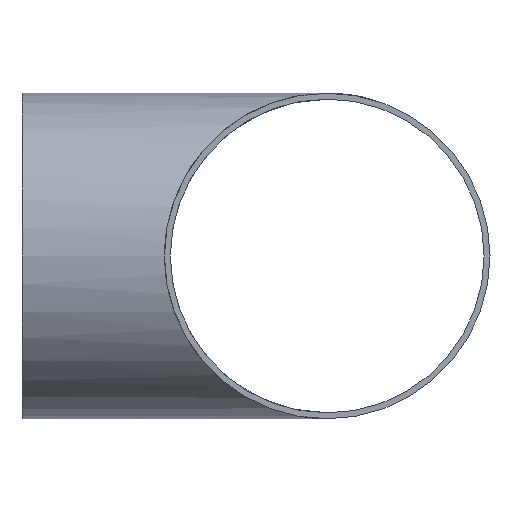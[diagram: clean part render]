
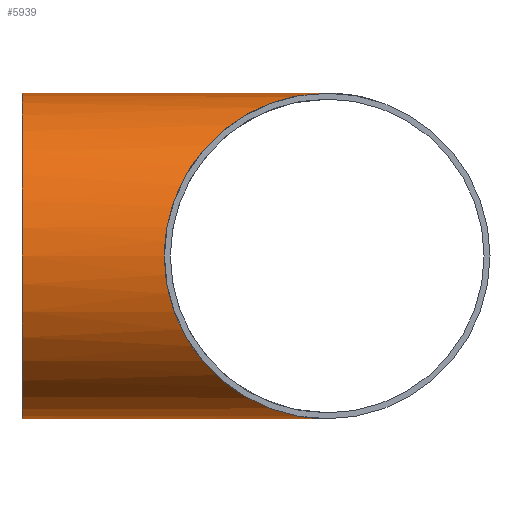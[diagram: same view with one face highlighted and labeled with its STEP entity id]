
A CAD part, left-side view. The second image highlights one B-rep face of the part: STEP entity #5939.
In plain terms, the highlighted cylindrical face has radius 76.2 mm (diameter 152.4 mm), a full revolution.
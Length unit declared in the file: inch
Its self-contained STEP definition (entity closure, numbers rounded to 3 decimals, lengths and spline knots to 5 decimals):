
#77=ELLIPSE('',#6255,4.24264,3.);
#78=ELLIPSE('',#6256,4.24264,3.);
#269=FACE_BOUND('',#1403,.T.);
#1044=FACE_OUTER_BOUND('',#1402,.T.);
#1402=EDGE_LOOP('',(#5544,#5545));
#1403=EDGE_LOOP('',(#5546));
#2329=CIRCLE('',#6271,3.);
#2912=VERTEX_POINT('',#13013);
#2913=VERTEX_POINT('',#13014);
#2919=VERTEX_POINT('',#13036);
#3792=EDGE_CURVE('',#2912,#2913,#77,.T.);
#3793=EDGE_CURVE('',#2913,#2912,#78,.T.);
#3799=EDGE_CURVE('',#2919,#2919,#2329,.T.);
#5544=ORIENTED_EDGE('',*,*,#3793,.F.);
#5545=ORIENTED_EDGE('',*,*,#3792,.F.);
#5546=ORIENTED_EDGE('',*,*,#3799,.F.);
#5593=CYLINDRICAL_SURFACE('',#6270,3.);
#5939=ADVANCED_FACE('',(#1044,#269),#5593,.T.);
#6255=AXIS2_PLACEMENT_3D('',#13015,#7309,#7310);
#6256=AXIS2_PLACEMENT_3D('',#13016,#7311,#7312);
#6270=AXIS2_PLACEMENT_3D('',#13035,#7339,#7340);
#6271=AXIS2_PLACEMENT_3D('',#13037,#7341,#7342);
#7309=DIRECTION('center_axis',(0.707,-0.707,0.));
#7310=DIRECTION('ref_axis',(-0.707,-0.707,0.));
#7311=DIRECTION('center_axis',(-0.707,-0.707,0.));
#7312=DIRECTION('ref_axis',(-0.707,0.707,0.));
#7339=DIRECTION('center_axis',(0.,1.,0.));
#7340=DIRECTION('ref_axis',(-1.,0.,0.));
#7341=DIRECTION('center_axis',(0.,1.,0.));
#7342=DIRECTION('ref_axis',(1.,0.,0.));
#13013=CARTESIAN_POINT('',(5.625,0.,-3.));
#13014=CARTESIAN_POINT('',(5.625,0.,3.));
#13015=CARTESIAN_POINT('Origin',(5.625,0.,0.));
#13016=CARTESIAN_POINT('Origin',(5.625,0.,0.));
#13035=CARTESIAN_POINT('Origin',(5.625,2.8125,0.));
#13036=CARTESIAN_POINT('',(2.625,5.625,0.));
#13037=CARTESIAN_POINT('Origin',(5.625,5.625,0.));
